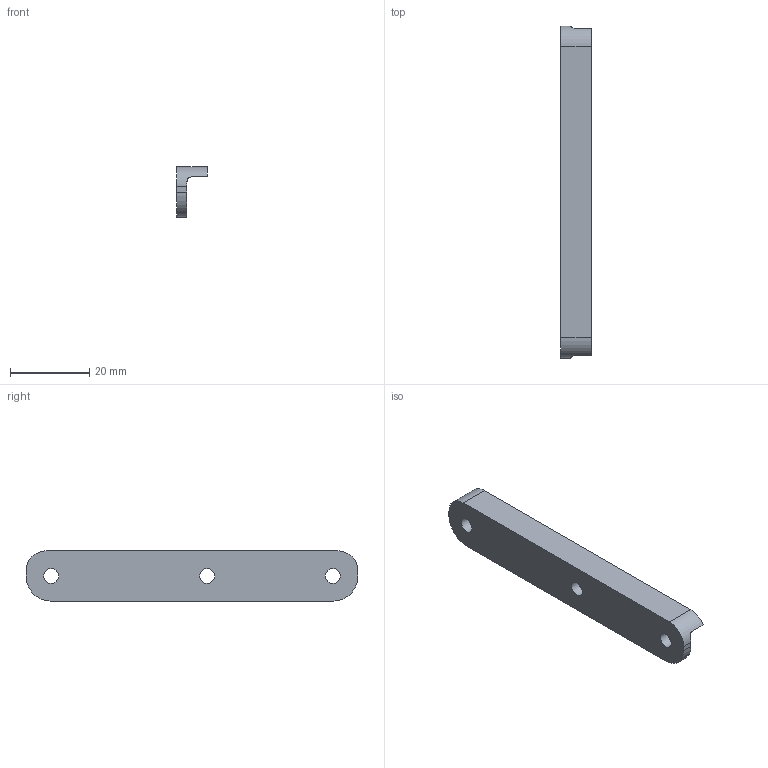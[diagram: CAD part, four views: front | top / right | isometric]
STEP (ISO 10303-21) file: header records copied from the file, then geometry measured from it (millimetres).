
FILE_DESCRIPTION( ( '' ), ' ' );
FILE_NAME( '5ad3b61d3f4c640eb59684ab.step', '2018-04-15T20:29:17', ( '' ), ( '' ), ' ', ' ', ' ' );
FILE_SCHEMA( ( 'AUTOMOTIVE_DESIGN { 1 0 10303 214 1 1 1 1 }' ) );
Length unit declared in the file: metre
Products named in the file (1): Part 7
Bounding box: 7.62 x 83.82 x 12.7 mm (x, y, z)
Volume: 3604.5 mm3; surface area: 3363.5 mm2
Topology: 1 solids, 1 shells, 16 faces, 42 edges, 28 vertices
Faces by surface type: cylinder 8, plane 8
Full cylindrical faces by diameter (mm): 3.81 x3
Entity records: 661 total; most frequent: CARTESIAN_POINT 106, DIRECTION 87, ORIENTED_EDGE 78, EDGE_CURVE 39, AXIS2_PLACEMENT_3D 33, VERTEX_POINT 28, EDGE_LOOP 25, LINE 21
